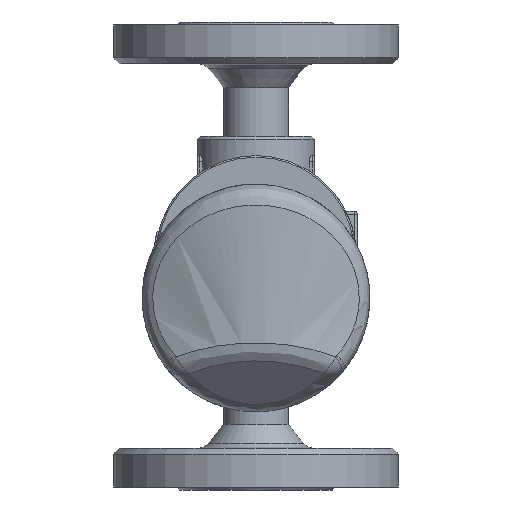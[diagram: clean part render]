
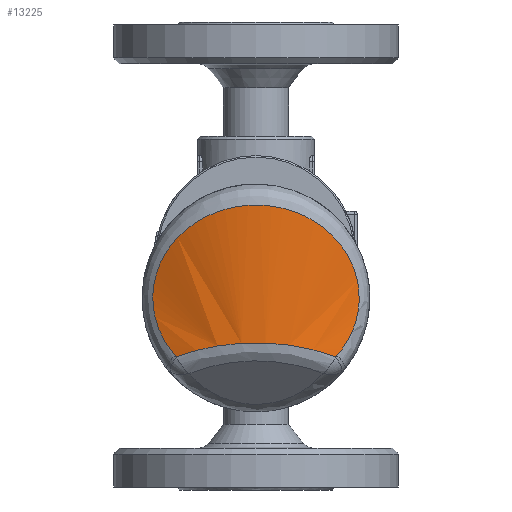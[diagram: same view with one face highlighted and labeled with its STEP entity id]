
A CAD part, left-side view. The second image highlights one B-rep face of the part: STEP entity #13225.
In plain terms, the highlighted free-form (B-spline) face has degree [1, 2] with [2, 9] control points.
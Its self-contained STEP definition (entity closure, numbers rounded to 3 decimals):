
#10151=CARTESIAN_POINT('',(-40.594,-26.975,-19.277));
#10152=VERTEX_POINT('',#10151);
#10160=CARTESIAN_POINT('',(-40.741,-26.619,-19.599));
#10161=VERTEX_POINT('',#10160);
#10162=CARTESIAN_POINT('',(-40.594,-26.975,-19.277));
#10163=CARTESIAN_POINT('',(-40.638,-26.869,-19.397));
#10164=CARTESIAN_POINT('',(-40.687,-26.75,-19.506));
#10165=CARTESIAN_POINT('',(-40.741,-26.619,-19.599));
#10166=B_SPLINE_CURVE_WITH_KNOTS('',3,(#10162,#10163,#10164,#10165),.UNSPECIFIED.,.F.,.U.,(4,4),(0.,0.047),.UNSPECIFIED.);
#10167=EDGE_CURVE('',#10152,#10161,#10166,.T.);
#10338=CARTESIAN_POINT('',(-40.594,26.975,-19.277));
#10339=VERTEX_POINT('',#10338);
#10358=CARTESIAN_POINT('',(-40.741,26.619,-19.599));
#10359=VERTEX_POINT('',#10358);
#10367=CARTESIAN_POINT('',(-40.741,26.619,-19.599));
#10368=CARTESIAN_POINT('',(-40.687,26.75,-19.506));
#10369=CARTESIAN_POINT('',(-40.638,26.869,-19.397));
#10370=CARTESIAN_POINT('',(-40.594,26.975,-19.277));
#10371=B_SPLINE_CURVE_WITH_KNOTS('',3,(#10367,#10368,#10369,#10370),.UNSPECIFIED.,.F.,.U.,(4,4),(0.,0.047),.UNSPECIFIED.);
#10372=EDGE_CURVE('',#10359,#10339,#10371,.T.);
#10634=CARTESIAN_POINT('',(24.,0.,-76.479));
#10635=DIRECTION('',(-0.66,0.,-0.751));
#10636=DIRECTION('',(-0.751,0.,0.66));
#10637=AXIS2_PLACEMENT_3D('',#10634,#10635,#10636);
#10638=ELLIPSE('',#10637,93.179,70.);
#10639=EDGE_CURVE('',#10161,#10359,#10638,.T.);
#11315=CARTESIAN_POINT('',(-40.594,26.975,-19.277));
#11316=CARTESIAN_POINT('',(-40.359,27.538,-18.639));
#11317=CARTESIAN_POINT('',(-39.893,28.611,-17.319));
#11318=CARTESIAN_POINT('',(-39.229,30.048,-15.222));
#11319=CARTESIAN_POINT('',(-38.617,31.299,-13.02));
#11320=CARTESIAN_POINT('',(-38.08,32.349,-10.742));
#11321=CARTESIAN_POINT('',(-37.627,33.201,-8.378));
#11322=CARTESIAN_POINT('',(-37.156,34.063,-5.114));
#11323=CARTESIAN_POINT('',(-36.94,34.443,-2.034));
#11324=CARTESIAN_POINT('',(-36.936,34.451,0.754));
#11325=CARTESIAN_POINT('',(-37.008,34.323,2.993));
#11326=CARTESIAN_POINT('',(-37.24,33.909,5.78));
#11327=CARTESIAN_POINT('',(-37.646,33.167,8.491));
#11328=CARTESIAN_POINT('',(-38.054,32.395,10.577));
#11329=CARTESIAN_POINT('',(-38.516,31.501,12.624));
#11330=CARTESIAN_POINT('',(-39.18,30.16,15.094));
#11331=CARTESIAN_POINT('',(-39.873,28.654,17.253));
#11332=CARTESIAN_POINT('',(-40.387,27.47,18.713));
#11333=CARTESIAN_POINT('',(-41.008,25.989,20.411));
#11334=CARTESIAN_POINT('',(-42.184,22.961,23.325));
#11335=CARTESIAN_POINT('',(-43.359,19.209,25.854));
#11336=CARTESIAN_POINT('',(-44.145,16.037,27.451));
#11337=CARTESIAN_POINT('',(-44.633,13.849,28.421));
#11338=CARTESIAN_POINT('',(-45.164,10.979,29.447));
#11339=CARTESIAN_POINT('',(-45.562,7.985,30.192));
#11340=CARTESIAN_POINT('',(-45.788,5.547,30.611));
#11341=CARTESIAN_POINT('',(-45.91,3.709,30.835));
#11342=CARTESIAN_POINT('',(-45.984,1.854,30.97));
#11343=CARTESIAN_POINT('',(-46.016,-0.622,31.03));
#11344=CARTESIAN_POINT('',(-45.934,-3.733,30.879));
#11345=CARTESIAN_POINT('',(-45.636,-7.436,30.332));
#11346=CARTESIAN_POINT('',(-45.237,-10.427,29.582));
#11347=CARTESIAN_POINT('',(-44.841,-12.725,28.822));
#11348=CARTESIAN_POINT('',(-44.397,-14.972,27.956));
#11349=CARTESIAN_POINT('',(-43.757,-17.679,26.673));
#11350=CARTESIAN_POINT('',(-43.034,-20.205,25.147));
#11351=CARTESIAN_POINT('',(-42.426,-22.097,23.799));
#11352=CARTESIAN_POINT('',(-41.961,-23.446,22.729));
#11353=CARTESIAN_POINT('',(-41.487,-24.739,21.591));
#11354=CARTESIAN_POINT('',(-40.851,-26.374,19.991));
#11355=CARTESIAN_POINT('',(-40.062,-28.245,17.844));
#11356=CARTESIAN_POINT('',(-39.171,-30.178,15.062));
#11357=CARTESIAN_POINT('',(-38.381,-31.771,12.124));
#11358=CARTESIAN_POINT('',(-37.719,-33.034,8.992));
#11359=CARTESIAN_POINT('',(-37.289,-33.821,6.093));
#11360=CARTESIAN_POINT('',(-37.048,-34.252,3.514));
#11361=CARTESIAN_POINT('',(-36.939,-34.444,1.293));
#11362=CARTESIAN_POINT('',(-36.927,-34.465,-1.891));
#11363=CARTESIAN_POINT('',(-37.161,-34.053,-5.159));
#11364=CARTESIAN_POINT('',(-37.629,-33.198,-8.388));
#11365=CARTESIAN_POINT('',(-38.234,-32.058,-11.55));
#11366=CARTESIAN_POINT('',(-39.017,-30.505,-14.556));
#11367=CARTESIAN_POINT('',(-39.895,-28.607,-17.323));
#11368=CARTESIAN_POINT('',(-40.359,-27.538,-18.639));
#11369=CARTESIAN_POINT('',(-40.594,-26.975,-19.277));
#11370=B_SPLINE_CURVE_WITH_KNOTS('',3,(#11315,#11316,#11317,#11318,#11319,#11320,#11321,#11322,#11323,#11324,#11325,#11326,#11327,#11328,#11329,#11330,#11331,#11332,#11333,#11334,#11335,#11336,#11337,#11338,#11339,#11340,#11341,#11342,#11343,#11344,#11345,#11346,#11347,#11348,#11349,#11350,#11351,#11352,#11353,#11354,#11355,#11356,#11357,#11358,#11359,#11360,#11361,#11362,#11363,#11364,#11365,#11366,#11367,#11368,#11369),.UNSPECIFIED.,.F.,.U.,(4,1,1,1,1,1,1,1,1,1,1,1,1,1,1,1,1,1,1,1,1,1,1,1,1,1,1,1,1,1,1,1,1,1,1,1,1,1,1,1,1,1,1,1,1,1,1,1,1,1,1,1,4),(12.67,12.921,13.172,13.423,13.674,13.925,14.175,14.677,14.844,15.012,15.346,15.681,15.848,16.015,16.349,16.684,16.795,16.907,17.353,18.022,18.189,18.356,18.691,19.025,19.192,19.36,19.527,19.694,20.029,20.363,20.697,20.865,21.032,21.366,21.701,21.868,22.035,22.203,22.37,22.704,23.039,23.373,23.708,24.042,24.265,24.488,24.711,25.213,25.464,25.714,26.216,26.467,26.718),.UNSPECIFIED.);
#11371=EDGE_CURVE('',#10339,#10152,#11370,.T.);
#13193=CARTESIAN_POINT('',(-34.788,-38.,-19.599));
#13194=CARTESIAN_POINT('',(-34.788,-38.,31.03));
#13195=CARTESIAN_POINT('',(3.212,-96.788,-19.599));
#13196=CARTESIAN_POINT('',(3.212,-96.788,31.03));
#13197=CARTESIAN_POINT('',(62.,-58.788,-19.599));
#13198=CARTESIAN_POINT('',(62.,-58.788,31.03));
#13199=CARTESIAN_POINT('',(120.788,-20.788,-19.599));
#13200=CARTESIAN_POINT('',(120.788,-20.788,31.03));
#13201=CARTESIAN_POINT('',(82.788,38.,-19.599));
#13202=CARTESIAN_POINT('',(82.788,38.,31.03));
#13203=CARTESIAN_POINT('',(44.788,96.788,-19.599));
#13204=CARTESIAN_POINT('',(44.788,96.788,31.03));
#13205=CARTESIAN_POINT('',(-14.,58.788,-19.599));
#13206=CARTESIAN_POINT('',(-14.,58.788,31.03));
#13207=CARTESIAN_POINT('',(-72.788,20.788,-19.599));
#13208=CARTESIAN_POINT('',(-72.788,20.788,31.03));
#13209=CARTESIAN_POINT('',(-34.788,-38.,-19.599));
#13210=CARTESIAN_POINT('',(-34.788,-38.,31.03));
#13218=(BOUNDED_SURFACE()B_SPLINE_SURFACE(1,2,((#13193,#13195,#13197,#13199,#13201,#13203,#13205,#13207,#13209),(#13194,#13196,#13198,#13200,#13202,#13204,#13206,#13208,#13210)),.UNSPECIFIED.,.F.,.T.,.U.)B_SPLINE_SURFACE_WITH_KNOTS((2,2),(3,2,2,2,3),(-0.28,0.443),(0.0,109.956,219.911,329.867,439.823),.UNSPECIFIED.)GEOMETRIC_REPRESENTATION_ITEM()RATIONAL_B_SPLINE_SURFACE(((1.0,0.707,1.0,0.707,1.0,0.707,1.0,0.707,1.0),(1.0,0.707,1.0,0.707,1.0,0.707,1.0,0.707,1.0)))REPRESENTATION_ITEM('')SURFACE());
#13219=ORIENTED_EDGE('',*,*,#10167,.F.);
#13220=ORIENTED_EDGE('',*,*,#11371,.F.);
#13221=ORIENTED_EDGE('',*,*,#10372,.F.);
#13222=ORIENTED_EDGE('',*,*,#10639,.F.);
#13223=EDGE_LOOP('',(#13219,#13220,#13221,#13222));
#13224=FACE_OUTER_BOUND('',#13223,.T.);
#13225=ADVANCED_FACE('',(#13224),#13218,.F.);
